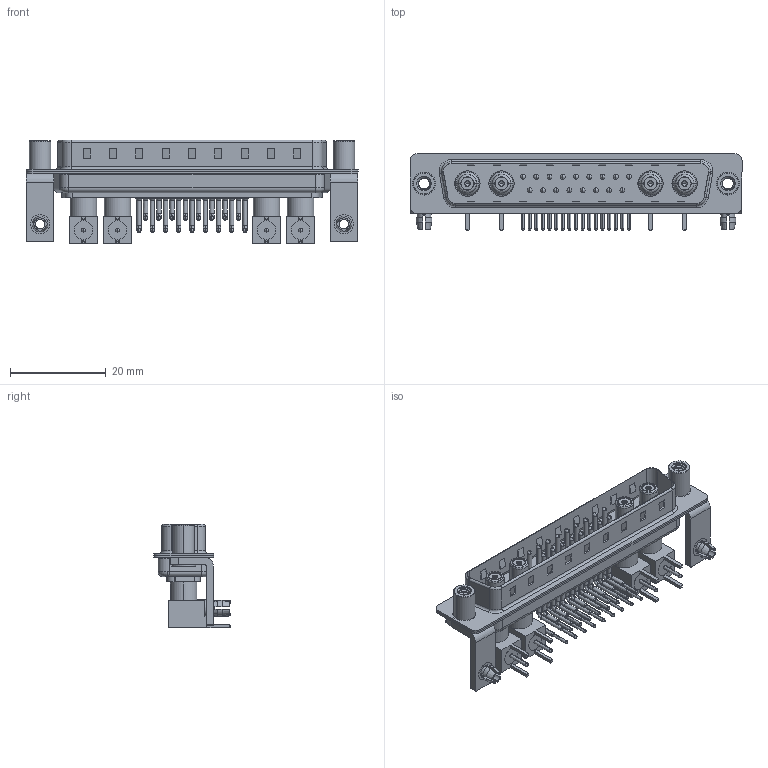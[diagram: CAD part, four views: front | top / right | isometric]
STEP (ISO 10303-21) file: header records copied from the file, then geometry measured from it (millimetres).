
FILE_DESCRIPTION (( 'STEP AP203' ), '1' );
FILE_NAME ('629-21W4240-5N5.STEP', '2022-05-17T01:13:19', ( '' ), ( '' ), 'SwSTEP 2.0', 'SolidWorks 2020', '' );
FILE_SCHEMA (( 'CONFIG_CONTROL_DESIGN' ));
Length unit declared in the file: millimetre
Products named in the file (20): Insulator Socket; 629Combo Shell Rear_37 Contacts; Locking Collar; 629Combo Threaded Standoff_5; Insulator RA Pin; Co-Ax Jack_RA PC Tail; Socket_RA; 629Combo Stabilizer Bracket; 629Combo Contact Row 2; 629Combo Shell Front_37 Contacts; 629Combo Contact Row 1; RA Back Shell; Co-Ax Jack Assy_RA; 629Combo Board Lock; 629Combo Housing_21W4; 629-21W4240-5N5; Insulator Socket 2
Assembly tree (58 placements, depth 3):
  629-21W4240-5N5
    629Combo Housing_21W4
    629Combo Shell Rear_37 Contacts
    629Combo Shell Front_37 Contacts
    629Combo Stabilizer Bracket  x2
    629Combo Board Lock  x2
    629Combo Threaded Standoff_5  x2
    Co-Ax Jack Assy_RA
      Co-Ax Jack_RA PC Tail
      Insulator Socket
      Insulator Socket 2
      Locking Collar
      Socket_RA
      RA Back Shell
      Insulator RA Pin
    Co-Ax Jack Assy_RA
      Co-Ax Jack_RA PC Tail
      Insulator Socket
      Insulator Socket 2
      Locking Collar
      Socket_RA
      RA Back Shell
      Insulator RA Pin
    Co-Ax Jack Assy_RA
      Co-Ax Jack_RA PC Tail
      Insulator Socket
      Insulator Socket 2
      Locking Collar
      Socket_RA
      RA Back Shell
      Insulator RA Pin
    Co-Ax Jack Assy_RA
      Co-Ax Jack_RA PC Tail
      Insulator Socket
      Insulator Socket 2
      Locking Collar
      Socket_RA
      RA Back Shell
      Insulator RA Pin
    629Combo Contact Row 1  x9
    629Combo Contact Row 2  x8
Bounding box: 69.4 x 16 x 21.71 mm (x, y, z)
Volume: 5481.1 mm3; surface area: 14611.4 mm2
Topology: 54 solids, 54 shells, 3070 faces, 8209 edges, 5288 vertices
Faces by surface type: plane 1589, cylinder 1113, cone 174, bspline 112, torus 74, sphere 8
Entity records: 35084 total; most frequent: CARTESIAN_POINT 7465, DIRECTION 5335, ORIENTED_EDGE 4942, EDGE_CURVE 2471, AXIS2_PLACEMENT_3D 1944, VERTEX_POINT 1594, VECTOR 1447, LINE 1447
